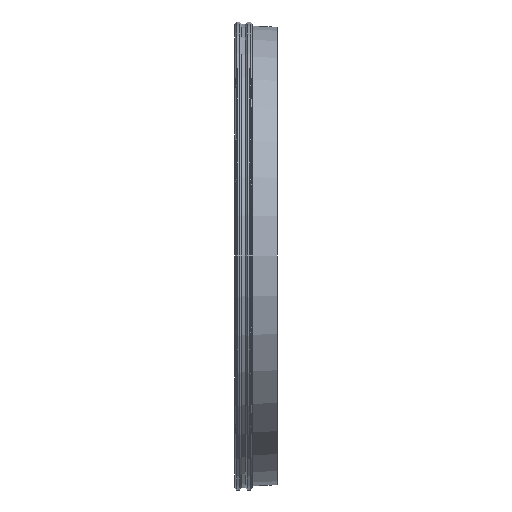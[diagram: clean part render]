
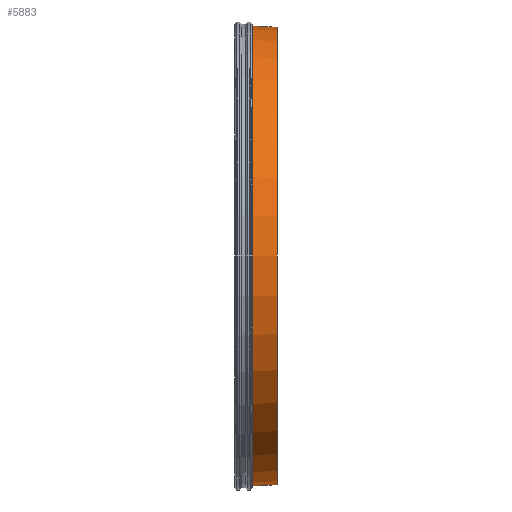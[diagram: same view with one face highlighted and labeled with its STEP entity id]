
A CAD part, left-side view. The second image highlights one B-rep face of the part: STEP entity #5883.
In plain terms, the highlighted conical face has half-angle 3 degrees and reference radius 478.36 mm.
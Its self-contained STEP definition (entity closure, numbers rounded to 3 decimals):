
#25=CONICAL_SURFACE('',#6279,478.36,0.052);
#653=FACE_OUTER_BOUND('',#1008,.T.);
#1008=EDGE_LOOP('',(#5496,#5497,#5498,#5499,#5500,#5501));
#1417=CIRCLE('',#6225,476.997);
#1420=CIRCLE('',#6228,476.997);
#1451=CIRCLE('',#6277,479.722);
#1452=CIRCLE('',#6278,479.722);
#1879=LINE('',#13394,#2306);
#2306=VECTOR('',#7460,478.36);
#2853=VERTEX_POINT('',#13287);
#2854=VERTEX_POINT('',#13288);
#2887=VERTEX_POINT('',#13389);
#2888=VERTEX_POINT('',#13390);
#3707=EDGE_CURVE('',#2853,#2854,#1417,.T.);
#3711=EDGE_CURVE('',#2854,#2853,#1420,.T.);
#3757=EDGE_CURVE('',#2887,#2888,#1451,.T.);
#3758=EDGE_CURVE('',#2888,#2887,#1452,.T.);
#3759=EDGE_CURVE('',#2854,#2888,#1879,.T.);
#5496=ORIENTED_EDGE('',*,*,#3707,.F.);
#5497=ORIENTED_EDGE('',*,*,#3711,.F.);
#5498=ORIENTED_EDGE('',*,*,#3759,.T.);
#5499=ORIENTED_EDGE('',*,*,#3758,.T.);
#5500=ORIENTED_EDGE('',*,*,#3757,.T.);
#5501=ORIENTED_EDGE('',*,*,#3759,.F.);
#5883=ADVANCED_FACE('',(#653),#25,.T.);
#6225=AXIS2_PLACEMENT_3D('',#13289,#7334,#7335);
#6228=AXIS2_PLACEMENT_3D('',#13295,#7341,#7342);
#6277=AXIS2_PLACEMENT_3D('',#13391,#7454,#7455);
#6278=AXIS2_PLACEMENT_3D('',#13392,#7456,#7457);
#6279=AXIS2_PLACEMENT_3D('',#13393,#7458,#7459);
#7334=DIRECTION('center_axis',(0.,-1.,0.));
#7335=DIRECTION('ref_axis',(1.,0.,0.));
#7341=DIRECTION('center_axis',(0.,-1.,0.));
#7342=DIRECTION('ref_axis',(1.,0.,0.));
#7454=DIRECTION('center_axis',(0.,-1.,0.));
#7455=DIRECTION('ref_axis',(1.,0.,0.));
#7456=DIRECTION('center_axis',(0.,-1.,0.));
#7457=DIRECTION('ref_axis',(1.,0.,0.));
#7458=DIRECTION('center_axis',(0.,1.,0.));
#7459=DIRECTION('ref_axis',(1.,0.,0.));
#7460=DIRECTION('',(-0.052,0.999,0.));
#13287=CARTESIAN_POINT('',(476.997,0.,0.));
#13288=CARTESIAN_POINT('',(-476.997,0.,0.));
#13289=CARTESIAN_POINT('Origin',(0.,0.,0.));
#13295=CARTESIAN_POINT('Origin',(0.,0.,0.));
#13389=CARTESIAN_POINT('',(479.722,52.,0.));
#13390=CARTESIAN_POINT('',(-479.722,52.,0.));
#13391=CARTESIAN_POINT('Origin',(0.,52.,0.));
#13392=CARTESIAN_POINT('Origin',(0.,52.,0.));
#13393=CARTESIAN_POINT('Origin',(0.,26.,0.));
#13394=CARTESIAN_POINT('',(-478.36,26.,0.));
